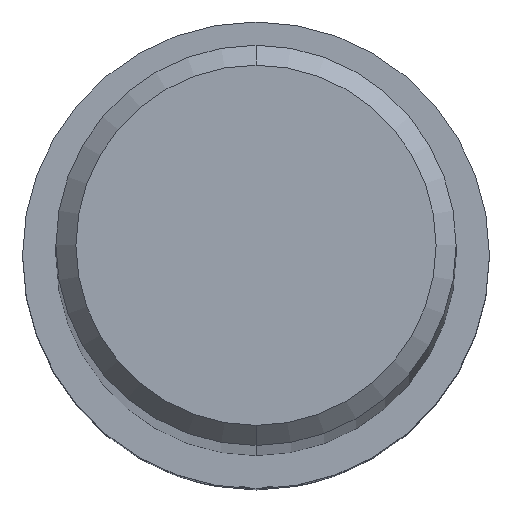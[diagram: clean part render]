
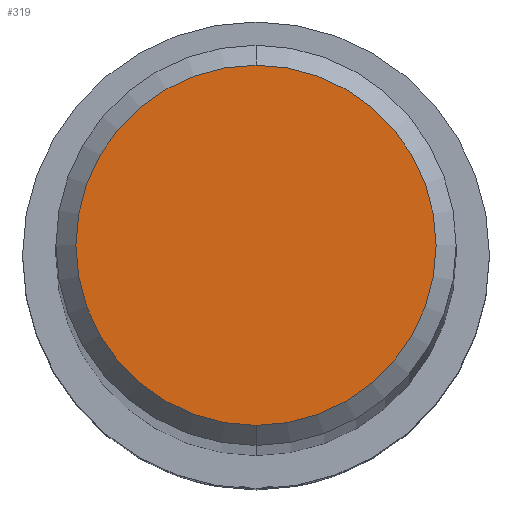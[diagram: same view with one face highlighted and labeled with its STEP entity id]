
A CAD part, top view. The second image highlights one B-rep face of the part: STEP entity #319.
In plain terms, the highlighted planar face has unit normal (0, 0, 1).
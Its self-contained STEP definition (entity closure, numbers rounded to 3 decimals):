
#191=VERTEX_POINT('',#462);
#319=ADVANCED_FACE('',(#604),#605,.T.);
#345=VERTEX_POINT('',#634);
#351=EDGE_CURVE('',#345,#191,#640,.T.);
#361=EDGE_CURVE('',#191,#345,#653,.T.);
#462=CARTESIAN_POINT('',(0.,-5.4,0.0));
#604=FACE_OUTER_BOUND('',#1140,.T.);
#605=PLANE('',#1141);
#634=CARTESIAN_POINT('',(0.0,5.4,0.0));
#640=CIRCLE('',#1196,5.4);
#653=CIRCLE('',#1212,5.4);
#1140=EDGE_LOOP('',(#1546,#1547));
#1141=AXIS2_PLACEMENT_3D('',#1548,#1549,#1550);
#1196=AXIS2_PLACEMENT_3D('',#1574,#1575,#1576);
#1212=AXIS2_PLACEMENT_3D('',#1592,#1593,#1594);
#1546=ORIENTED_EDGE('',*,*,#351,.F.);
#1547=ORIENTED_EDGE('',*,*,#361,.F.);
#1548=CARTESIAN_POINT('',(0.0,2.7,0.0));
#1549=DIRECTION('',(-0.0,0.0,1.0));
#1550=DIRECTION('',(0.0,-1.0,0.0));
#1574=CARTESIAN_POINT('',(0.0,0.0,0.0));
#1575=DIRECTION('',(0.0,0.0,-1.0));
#1576=DIRECTION('',(0.0,1.0,0.0));
#1592=CARTESIAN_POINT('',(0.0,0.0,0.0));
#1593=DIRECTION('',(0.0,0.0,-1.0));
#1594=DIRECTION('',(0.0,1.0,0.0));
